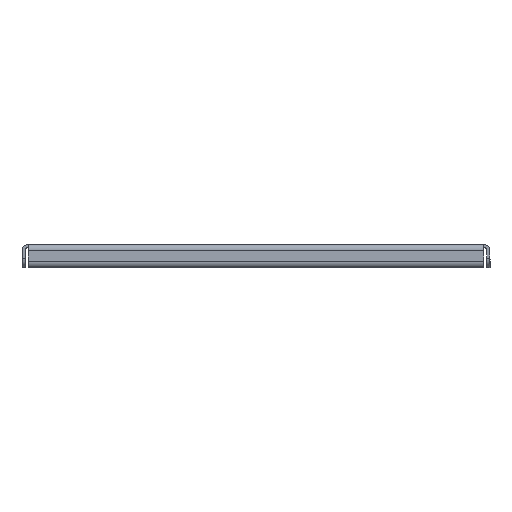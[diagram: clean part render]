
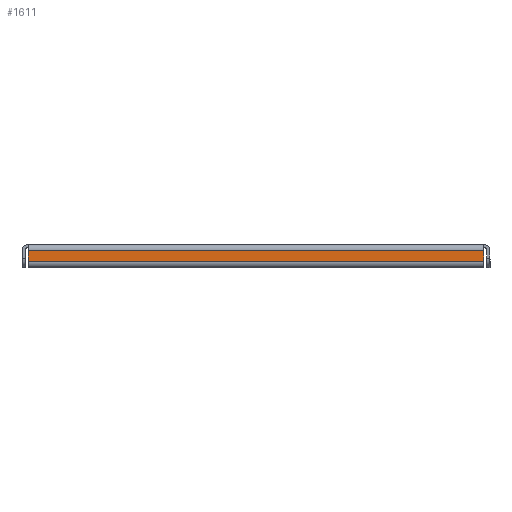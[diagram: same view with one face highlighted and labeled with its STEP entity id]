
A CAD part, front view. The second image highlights one B-rep face of the part: STEP entity #1611.
In plain terms, the highlighted planar face has unit normal (0, -1, 0).
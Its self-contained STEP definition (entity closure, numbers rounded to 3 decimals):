
#326 = DIRECTION ( 'NONE',  ( 0., 0., 1. ) ) ;
#351 = VERTEX_POINT ( 'NONE', #718 ) ;
#382 = CARTESIAN_POINT ( 'NONE',  ( 0., -300., 0. ) ) ;
#445 = DIRECTION ( 'NONE',  ( 0., 0., 1. ) ) ;
#547 = VERTEX_POINT ( 'NONE', #1030 ) ;
#557 = PLANE ( 'NONE',  #2091 ) ;
#560 = VECTOR ( 'NONE', #2221, 1000. ) ;
#580 = DIRECTION ( 'NONE',  ( 1., 0., 0. ) ) ;
#649 = VECTOR ( 'NONE', #445, 1000. ) ;
#718 = CARTESIAN_POINT ( 'NONE',  ( -145.5, -300., -4. ) ) ;
#812 = CARTESIAN_POINT ( 'NONE',  ( 145.5, -300., -2. ) ) ;
#819 = LINE ( 'NONE', #1293, #1462 ) ;
#953 = EDGE_CURVE ( 'NONE', #2112, #2404, #1702, .T. ) ;
#987 = VECTOR ( 'NONE', #580, 1000. ) ;
#1030 = CARTESIAN_POINT ( 'NONE',  ( 145.5, -300., -4. ) ) ;
#1053 = DIRECTION ( 'NONE',  ( 0., 1., 0. ) ) ;
#1077 = DIRECTION ( 'NONE',  ( 1., 0., 0. ) ) ;
#1227 = CARTESIAN_POINT ( 'NONE',  ( -145.5, -300., -11. ) ) ;
#1293 = CARTESIAN_POINT ( 'NONE',  ( 145.5, -300., -4. ) ) ;
#1329 = EDGE_CURVE ( 'NONE', #351, #547, #819, .T. ) ;
#1404 = ORIENTED_EDGE ( 'NONE', *, *, #2804, .F. ) ;
#1462 = VECTOR ( 'NONE', #1077, 1000. ) ;
#1601 = EDGE_CURVE ( 'NONE', #547, #2404, #2166, .T. ) ;
#1611 = ADVANCED_FACE ( 'NONE', ( #1965 ), #557, .F. ) ;
#1667 = ORIENTED_EDGE ( 'NONE', *, *, #953, .T. ) ;
#1702 = LINE ( 'NONE', #2630, #987 ) ;
#1785 = EDGE_LOOP ( 'NONE', ( #1667, #1933, #2109, #1404 ) ) ;
#1933 = ORIENTED_EDGE ( 'NONE', *, *, #1601, .F. ) ;
#1965 = FACE_OUTER_BOUND ( 'NONE', #1785, .T. ) ;
#2023 = CARTESIAN_POINT ( 'NONE',  ( -145.5, -300., -15. ) ) ;
#2091 = AXIS2_PLACEMENT_3D ( 'NONE', #382, #1053, #326 ) ;
#2109 = ORIENTED_EDGE ( 'NONE', *, *, #1329, .F. ) ;
#2112 = VERTEX_POINT ( 'NONE', #1227 ) ;
#2166 = LINE ( 'NONE', #812, #560 ) ;
#2221 = DIRECTION ( 'NONE',  ( 0., 0., -1. ) ) ;
#2259 = LINE ( 'NONE', #2023, #649 ) ;
#2404 = VERTEX_POINT ( 'NONE', #2707 ) ;
#2630 = CARTESIAN_POINT ( 'NONE',  ( -145.5, -300., -11. ) ) ;
#2707 = CARTESIAN_POINT ( 'NONE',  ( 145.5, -300., -11. ) ) ;
#2804 = EDGE_CURVE ( 'NONE', #2112, #351, #2259, .T. ) ;
